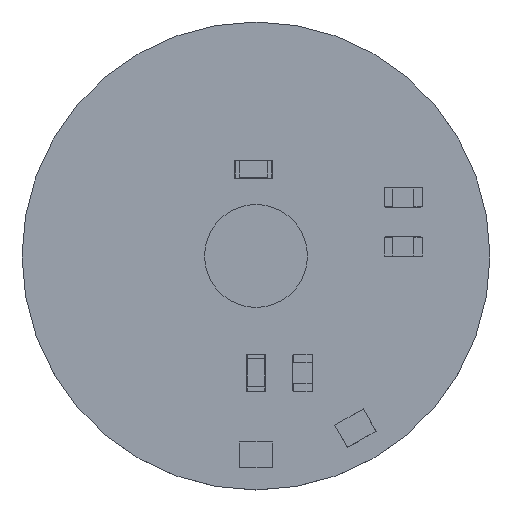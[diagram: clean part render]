
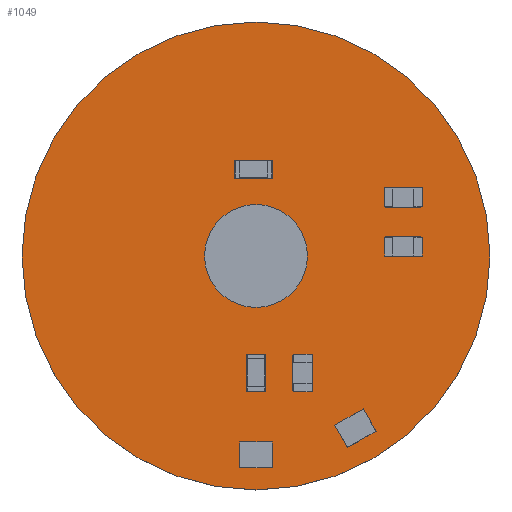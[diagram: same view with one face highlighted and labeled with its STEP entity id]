
A CAD part, top view. The second image highlights one B-rep face of the part: STEP entity #1049.
In plain terms, the highlighted planar face has unit normal (0, 0, 1).
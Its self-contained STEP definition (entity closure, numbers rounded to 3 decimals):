
#1049=ADVANCED_FACE('',(#2375,#2376),#2377,.T.);
#2375=FACE_BOUND('',#4000,.T.);
#2376=FACE_OUTER_BOUND('',#4001,.T.);
#2377=PLANE('',#4002);
#4000=EDGE_LOOP('',(#6071));
#4001=EDGE_LOOP('',(#6072));
#4002=AXIS2_PLACEMENT_3D('',#6073,#6074,#6075);
#6071=ORIENTED_EDGE('',*,*,#8184,.T.);
#6072=ORIENTED_EDGE('',*,*,#8186,.F.);
#6073=CARTESIAN_POINT('',(0.0,0.0,1.003));
#6074=DIRECTION('',(0.0,-0.0,1.0));
#6075=DIRECTION('',(1.0,0.0,0.0));
#8184=EDGE_CURVE('',#8585,#8585,#8586,.T.);
#8186=EDGE_CURVE('',#8588,#8588,#8589,.T.);
#8585=VERTEX_POINT('',#9103);
#8586=CIRCLE('',#9104,2.2);
#8588=VERTEX_POINT('',#9106);
#8589=CIRCLE('',#9107,10.0);
#9103=CARTESIAN_POINT('',(-2.2,0.,1.003));
#9104=AXIS2_PLACEMENT_3D('',#9761,#9762,#9763);
#9106=CARTESIAN_POINT('',(-10.0,0.0,1.003));
#9107=AXIS2_PLACEMENT_3D('',#9764,#9765,#9766);
#9761=CARTESIAN_POINT('',(0.0,0.0,1.003));
#9762=DIRECTION('',(0.0,0.0,-1.0));
#9763=DIRECTION('',(1.0,0.0,0.0));
#9764=CARTESIAN_POINT('',(0.0,0.0,1.003));
#9765=DIRECTION('',(0.0,0.0,-1.0));
#9766=DIRECTION('',(-1.0,0.0,0.0));
